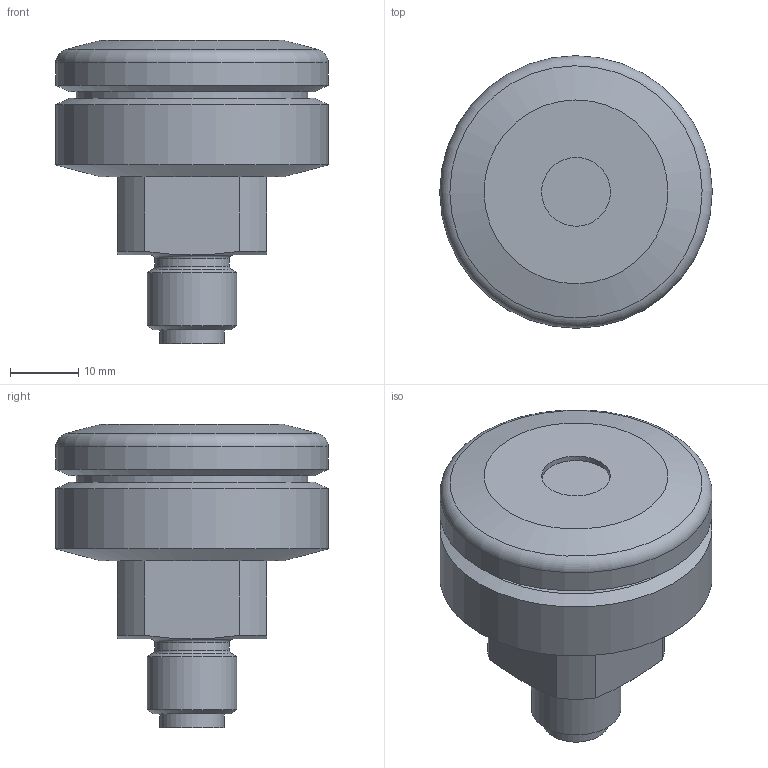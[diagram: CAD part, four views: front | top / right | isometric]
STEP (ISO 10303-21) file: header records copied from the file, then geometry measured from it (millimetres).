
FILE_DESCRIPTION(/* description */ (''),/* implementation_level */ '2;1');
FILE_NAME(/* name */ '32000W.stp',/* time_stamp */ '2018-02-02T13:04:39+01:00',/* author */ ('acgl'),/* organization */ (''),/* preprocessor_version */ 'ST-DEVELOPER v15.6',/* originating_system */ 'Autodesk Inventor 2015',/* authorisation */ '');
FILE_SCHEMA (('AUTOMOTIVE_DESIGN { 1 0 10303 214 3 1 1 }'));
Length unit declared in the file: centimetre
Products named in the file (1): 32000W
Bounding box: 40 x 40 x 44.5 mm (x, y, z)
Volume: 29929.5 mm3; surface area: 6519 mm2
Topology: 1 solids, 1 shells, 36 faces, 70 edges, 42 vertices
Faces by surface type: plane 12, cylinder 11, cone 10, torus 3
Full cylindrical faces by diameter (mm): 9.5 x1, 10.1 x1, 11 x1, 13.16 x1, 34 x1, 40 x2
Entity records: 909 total; most frequent: DIRECTION 154, CARTESIAN_POINT 149, ORIENTED_EDGE 108, AXIS2_PLACEMENT_3D 71, EDGE_LOOP 58, EDGE_CURVE 54, VERTEX_POINT 42, STYLED_ITEM 37
